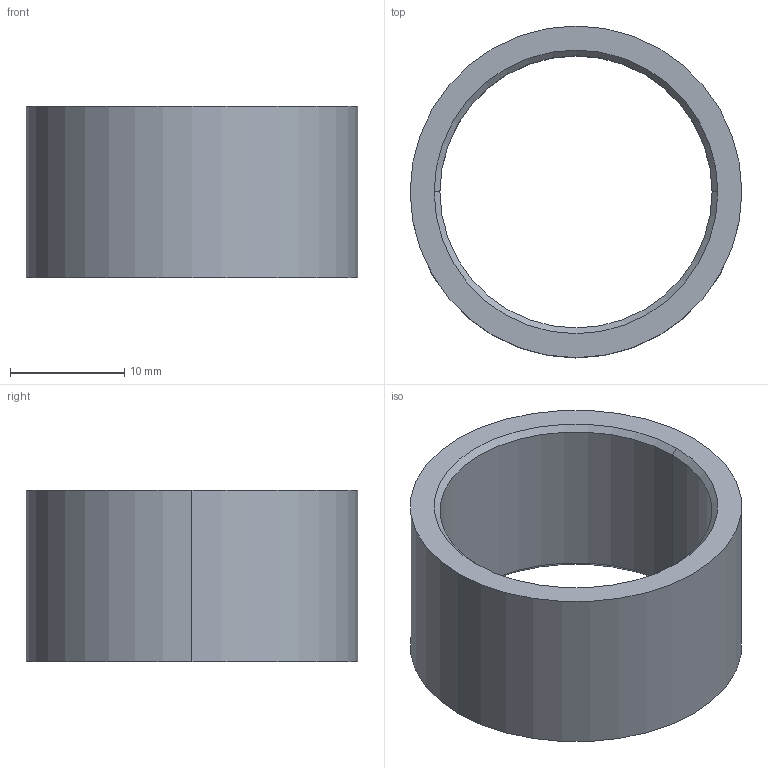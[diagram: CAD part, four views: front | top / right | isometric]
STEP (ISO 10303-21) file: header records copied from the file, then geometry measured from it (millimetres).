
FILE_DESCRIPTION(('CATIA V5 STEP Exchange','CAx-IF Rec.Pracs.--- Model Styling and Organization---1.4--- 2014-01-23','CAx-IF Rec.Pracs.--- Geometric and Assembly Validation Properties ---4.2---2014-10-09','CAx-IF Rec.Pracs.---Tessellated 3D Geometry---0.5---2014-09-14'),'2;1');
FILE_NAME('ENTRETOISE 2.stp','2023-02-13T09:36:47+00:00',('none'),('none'),'CATIA Version 5-6 Release 2017 SP2 HF134','CATIA V5 STEP AP242 v1','none');
FILE_SCHEMA(('AP242_MANAGED_MODEL_BASED_3D_ENGINEERING_MIM_LF {1 0 10303 442 1 1 4}'));
Length unit declared in the file: millimetre
Products named in the file (1): ENTRETOISE 2
Bounding box: 29 x 29 x 15 mm (x, y, z)
Volume: 3215.6 mm3; surface area: 2876.3 mm2
Topology: 1 solids, 1 shells, 10 faces, 20 edges, 12 vertices
Faces by surface type: cylinder 4, cone 4, plane 2
Entity records: 299 total; most frequent: CARTESIAN_POINT 46, ORIENTED_EDGE 40, DIRECTION 38, AXIS2_PLACEMENT_3D 22, EDGE_CURVE 20, CIRCLE 12, EDGE_LOOP 12, VERTEX_POINT 12
